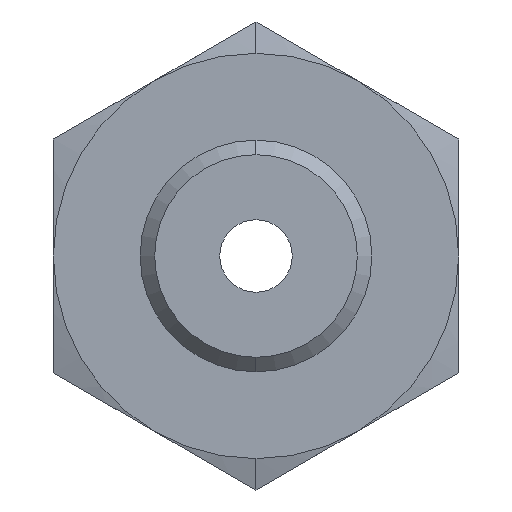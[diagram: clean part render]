
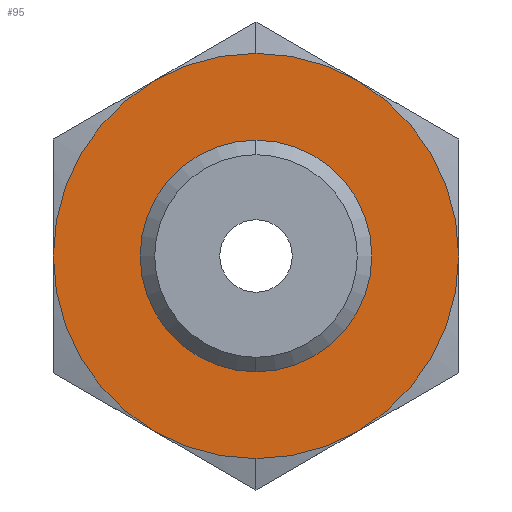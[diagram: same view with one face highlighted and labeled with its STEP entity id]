
A CAD part, front view. The second image highlights one B-rep face of the part: STEP entity #95.
In plain terms, the highlighted planar face has unit normal (0, -1, 0).
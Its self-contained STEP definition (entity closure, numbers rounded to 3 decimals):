
#95=ADVANCED_FACE('',(#206,#207),#208,.F.);
#206=FACE_BOUND('',#335,.T.);
#207=FACE_OUTER_BOUND('',#336,.T.);
#208=PLANE('',#337);
#335=EDGE_LOOP('',(#546,#547));
#336=EDGE_LOOP('',(#548,#549,#550,#551,#552,#553,#554,#555));
#337=AXIS2_PLACEMENT_3D('',#556,#557,#558);
#546=ORIENTED_EDGE('',*,*,#762,.T.);
#547=ORIENTED_EDGE('',*,*,#806,.T.);
#548=ORIENTED_EDGE('',*,*,#807,.F.);
#549=ORIENTED_EDGE('',*,*,#808,.F.);
#550=ORIENTED_EDGE('',*,*,#732,.F.);
#551=ORIENTED_EDGE('',*,*,#809,.F.);
#552=ORIENTED_EDGE('',*,*,#810,.F.);
#553=ORIENTED_EDGE('',*,*,#811,.F.);
#554=ORIENTED_EDGE('',*,*,#738,.F.);
#555=ORIENTED_EDGE('',*,*,#812,.T.);
#556=CARTESIAN_POINT('',(10.0,-13.0,0.0));
#557=DIRECTION('',(0.,1.0,0.0));
#558=DIRECTION('',(0.0,0.0,1.0));
#732=EDGE_CURVE('',#854,#852,#856,.T.);
#738=EDGE_CURVE('',#865,#866,#867,.T.);
#762=EDGE_CURVE('',#908,#906,#909,.T.);
#806=EDGE_CURVE('',#906,#908,#975,.T.);
#807=EDGE_CURVE('',#947,#939,#976,.T.);
#808=EDGE_CURVE('',#852,#947,#977,.T.);
#809=EDGE_CURVE('',#963,#854,#978,.T.);
#810=EDGE_CURVE('',#970,#963,#979,.T.);
#811=EDGE_CURVE('',#866,#970,#980,.T.);
#812=EDGE_CURVE('',#865,#939,#981,.T.);
#852=VERTEX_POINT('',#1021);
#854=VERTEX_POINT('',#1024);
#856=CIRCLE('',#1029,7.0);
#865=VERTEX_POINT('',#1042);
#866=VERTEX_POINT('',#1043);
#867=CIRCLE('',#1044,7.0);
#906=VERTEX_POINT('',#1097);
#908=VERTEX_POINT('',#1100);
#909=CIRCLE('',#1101,2.5);
#939=VERTEX_POINT('',#1148);
#947=VERTEX_POINT('',#1173);
#963=VERTEX_POINT('',#1209);
#970=VERTEX_POINT('',#1232);
#975=CIRCLE('',#1246,2.5);
#976=CIRCLE('',#1247,7.0);
#977=CIRCLE('',#1248,7.0);
#978=CIRCLE('',#1249,7.0);
#979=CIRCLE('',#1250,7.0);
#980=CIRCLE('',#1251,7.0);
#981=CIRCLE('',#1252,7.0);
#1021=CARTESIAN_POINT('',(0.,-13.0,7.0));
#1024=CARTESIAN_POINT('',(-3.5,-13.0,6.062));
#1029=AXIS2_PLACEMENT_3D('',#1291,#1292,#1293);
#1042=CARTESIAN_POINT('',(3.5,-13.0,-6.062));
#1043=CARTESIAN_POINT('',(0.,-13.0,-7.0));
#1044=AXIS2_PLACEMENT_3D('',#1298,#1299,#1300);
#1097=CARTESIAN_POINT('',(0.,-13.0,-2.5));
#1100=CARTESIAN_POINT('',(0.,-13.0,2.5));
#1101=AXIS2_PLACEMENT_3D('',#1331,#1332,#1333);
#1148=CARTESIAN_POINT('',(7.,-13.0,0.));
#1173=CARTESIAN_POINT('',(3.5,-13.0,6.062));
#1209=CARTESIAN_POINT('',(-7.0,-13.0,0.));
#1232=CARTESIAN_POINT('',(-3.5,-13.0,-6.062));
#1246=AXIS2_PLACEMENT_3D('',#1354,#1355,#1356);
#1247=AXIS2_PLACEMENT_3D('',#1357,#1358,#1359);
#1248=AXIS2_PLACEMENT_3D('',#1360,#1361,#1362);
#1249=AXIS2_PLACEMENT_3D('',#1363,#1364,#1365);
#1250=AXIS2_PLACEMENT_3D('',#1366,#1367,#1368);
#1251=AXIS2_PLACEMENT_3D('',#1369,#1370,#1371);
#1252=AXIS2_PLACEMENT_3D('',#1372,#1373,#1374);
#1291=CARTESIAN_POINT('',(0.,-13.0,0.0));
#1292=DIRECTION('',(0.,1.0,0.0));
#1293=DIRECTION('',(0.0,0.0,1.0));
#1298=CARTESIAN_POINT('',(0.,-13.0,0.0));
#1299=DIRECTION('',(0.,1.0,0.0));
#1300=DIRECTION('',(0.0,0.0,1.0));
#1331=CARTESIAN_POINT('',(0.,-13.0,0.0));
#1332=DIRECTION('',(0.,1.0,0.0));
#1333=DIRECTION('',(0.0,0.0,1.0));
#1354=CARTESIAN_POINT('',(0.,-13.0,0.0));
#1355=DIRECTION('',(0.,1.0,0.0));
#1356=DIRECTION('',(0.0,0.0,1.0));
#1357=CARTESIAN_POINT('',(0.,-13.0,0.0));
#1358=DIRECTION('',(0.,1.0,0.0));
#1359=DIRECTION('',(0.0,0.0,1.0));
#1360=CARTESIAN_POINT('',(0.,-13.0,0.0));
#1361=DIRECTION('',(0.,1.0,0.0));
#1362=DIRECTION('',(0.0,0.0,1.0));
#1363=CARTESIAN_POINT('',(0.,-13.0,0.0));
#1364=DIRECTION('',(0.,1.0,0.0));
#1365=DIRECTION('',(0.0,0.0,1.0));
#1366=CARTESIAN_POINT('',(0.,-13.0,0.0));
#1367=DIRECTION('',(0.,1.0,0.0));
#1368=DIRECTION('',(0.0,0.0,1.0));
#1369=CARTESIAN_POINT('',(0.,-13.0,0.0));
#1370=DIRECTION('',(0.,1.0,0.0));
#1371=DIRECTION('',(0.0,0.0,1.0));
#1372=CARTESIAN_POINT('',(0.,-13.0,0.0));
#1373=DIRECTION('',(0.,-1.0,0.0));
#1374=DIRECTION('',(0.0,0.0,-1.0));
